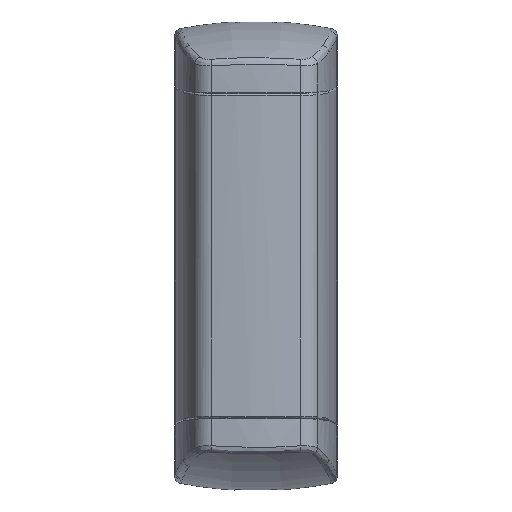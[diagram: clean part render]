
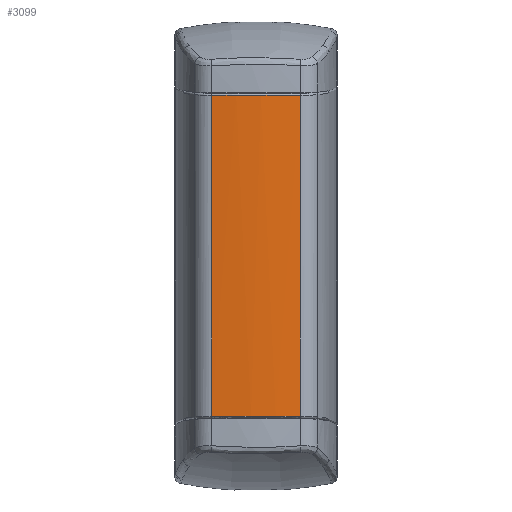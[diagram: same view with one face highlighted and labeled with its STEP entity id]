
A CAD part, top view. The second image highlights one B-rep face of the part: STEP entity #3099.
In plain terms, the highlighted cylindrical face has radius 113.5 mm (diameter 227 mm), a partial arc.
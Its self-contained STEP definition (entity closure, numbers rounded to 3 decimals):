
#173 = FACE_OUTER_BOUND ( 'NONE', #3184, .T. ) ;
#236 = EDGE_CURVE ( 'NONE', #781, #629, #2523, .T. ) ;
#361 = DIRECTION ( 'NONE',  ( 1., 0., 0. ) ) ;
#485 = CARTESIAN_POINT ( 'NONE',  ( 4.13, -44.418, 40.222 ) ) ;
#629 = VERTEX_POINT ( 'NONE', #1088 ) ;
#652 = CARTESIAN_POINT ( 'NONE',  ( -12.293, 0., 39.332 ) ) ;
#704 = LINE ( 'NONE', #3797, #1484 ) ;
#722 = DIRECTION ( 'NONE',  ( 0., 1., 0. ) ) ;
#781 = VERTEX_POINT ( 'NONE', #3569 ) ;
#815 = CARTESIAN_POINT ( 'NONE',  ( -4.13, 44.418, 40.222 ) ) ;
#889 = DIRECTION ( 'NONE',  ( 0., -1., 0. ) ) ;
#955 = VERTEX_POINT ( 'NONE', #3995 ) ;
#1088 = CARTESIAN_POINT ( 'NONE',  ( 12.293, -44.464, 39.332 ) ) ;
#1329 = B_SPLINE_CURVE_WITH_KNOTS ( 'NONE', 3,
 ( #4177, #3061, #815, #1533 ),
 .UNSPECIFIED., .F., .F.,
 ( 4, 4 ),
 ( 0., 1. ),
 .UNSPECIFIED. ) ;
#1457 = DIRECTION ( 'NONE',  ( 0., -1., 0. ) ) ;
#1484 = VECTOR ( 'NONE', #722, 1000. ) ;
#1533 = CARTESIAN_POINT ( 'NONE',  ( -12.293, 44.464, 39.332 ) ) ;
#1610 = CARTESIAN_POINT ( 'NONE',  ( -12.293, -44.464, 39.332 ) ) ;
#1941 = EDGE_CURVE ( 'NONE', #4708, #781, #3024, .T. ) ;
#2027 = VECTOR ( 'NONE', #889, 1000. ) ;
#2505 = AXIS2_PLACEMENT_3D ( 'NONE', #4941, #1457, #361 ) ;
#2523 = B_SPLINE_CURVE_WITH_KNOTS ( 'NONE', 3,
 ( #1610, #4258, #485, #3514 ),
 .UNSPECIFIED., .F., .F.,
 ( 4, 4 ),
 ( 0., 1. ),
 .UNSPECIFIED. ) ;
#2551 = ORIENTED_EDGE ( 'NONE', *, *, #3070, .T. ) ;
#2669 = CYLINDRICAL_SURFACE ( 'NONE', #2505, 113.5 ) ;
#2684 = EDGE_CURVE ( 'NONE', #955, #4708, #1329, .T. ) ;
#2936 = ORIENTED_EDGE ( 'NONE', *, *, #2684, .T. ) ;
#3024 = LINE ( 'NONE', #652, #2027 ) ;
#3061 = CARTESIAN_POINT ( 'NONE',  ( 4.13, 44.418, 40.222 ) ) ;
#3070 = EDGE_CURVE ( 'NONE', #629, #955, #704, .T. ) ;
#3099 = ADVANCED_FACE ( 'NONE', ( #173 ), #2669, .T. ) ;
#3184 = EDGE_LOOP ( 'NONE', ( #3629, #2551, #2936, #3218 ) ) ;
#3218 = ORIENTED_EDGE ( 'NONE', *, *, #1941, .T. ) ;
#3514 = CARTESIAN_POINT ( 'NONE',  ( 12.293, -44.464, 39.332 ) ) ;
#3569 = CARTESIAN_POINT ( 'NONE',  ( -12.293, -44.464, 39.332 ) ) ;
#3629 = ORIENTED_EDGE ( 'NONE', *, *, #236, .T. ) ;
#3797 = CARTESIAN_POINT ( 'NONE',  ( 12.293, 0., 39.332 ) ) ;
#3995 = CARTESIAN_POINT ( 'NONE',  ( 12.293, 44.464, 39.332 ) ) ;
#4177 = CARTESIAN_POINT ( 'NONE',  ( 12.293, 44.464, 39.332 ) ) ;
#4258 = CARTESIAN_POINT ( 'NONE',  ( -4.13, -44.418, 40.222 ) ) ;
#4392 = CARTESIAN_POINT ( 'NONE',  ( -12.293, 44.464, 39.332 ) ) ;
#4708 = VERTEX_POINT ( 'NONE', #4392 ) ;
#4941 = CARTESIAN_POINT ( 'NONE',  ( 0., 0., -73.5 ) ) ;
